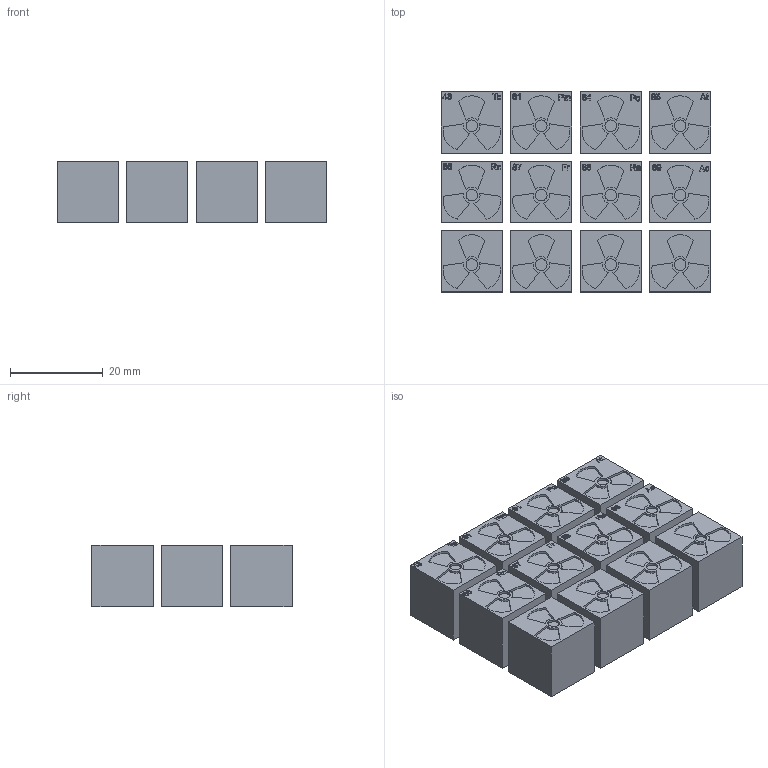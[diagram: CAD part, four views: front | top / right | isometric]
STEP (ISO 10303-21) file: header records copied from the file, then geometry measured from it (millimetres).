
FILE_DESCRIPTION(('HOOPS Exchange Step'),'2;1');
FILE_NAME('temp_export','2024-07-23T11:18:05+08:00',('sharma21'),('Shapr3D Limited'),'HOOPS Exchange 2024.2','Shapr3D','Authorized');
FILE_SCHEMA( ('AUTOMOTIVE_DESIGN { 1 0 10303 214 1 1 1 1 }') );
Length unit declared in the file: millimetre
Products named in the file (1): root
Bounding box: 58.2 x 43.2 x 13.2 mm (x, y, z)
Surface area: 17314.7 mm2
Topology: 16 solids, 16 shells, 769 faces, 1842 edges, 1228 vertices
Faces by surface type: plane 489, cylinder 144, bspline 136
Full cylindrical faces by diameter (mm): 2.5 x16
Entity records: 27936 total; most frequent: CARTESIAN_POINT 10615, ORIENTED_EDGE 3684, DIRECTION 3126, EDGE_CURVE 1842, VECTOR 1282, LINE 1282, VERTEX_POINT 1228, AXIS2_PLACEMENT_3D 922
